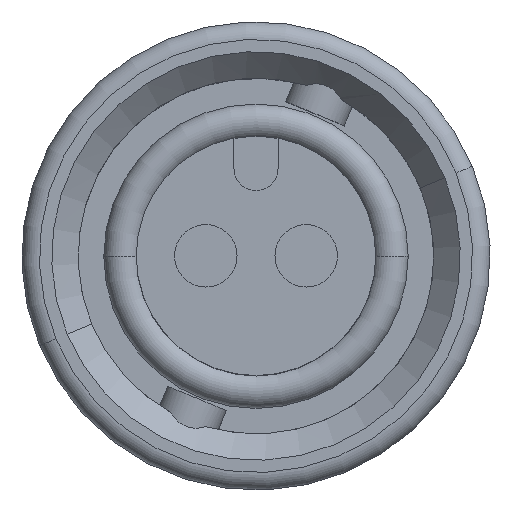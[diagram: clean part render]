
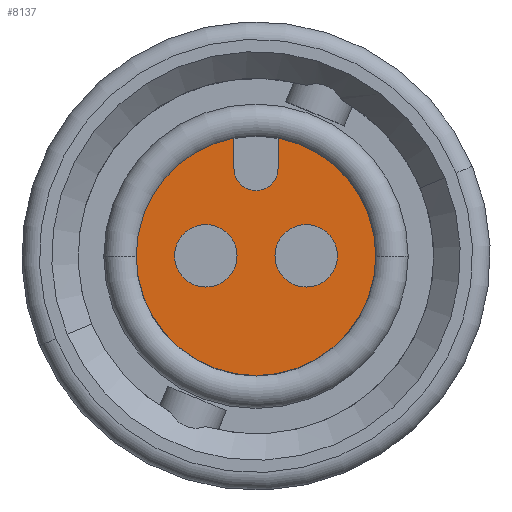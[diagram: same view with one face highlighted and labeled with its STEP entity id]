
A CAD part, top view. The second image highlights one B-rep face of the part: STEP entity #8137.
In plain terms, the highlighted planar face has unit normal (0, 0, 1).
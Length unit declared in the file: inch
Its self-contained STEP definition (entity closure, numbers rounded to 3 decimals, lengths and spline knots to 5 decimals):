
#180 = EDGE_CURVE ( 'NONE', #8491, #7390, #5790, .T. ) ;
#267 = CARTESIAN_POINT ( 'NONE',  ( 0.0215, 0., 0.9 ) ) ;
#403 = DIRECTION ( 'NONE',  ( 1., 0., 0. ) ) ;
#453 = EDGE_LOOP ( 'NONE', ( #5898, #8067 ) ) ;
#564 = CARTESIAN_POINT ( 'NONE',  ( 0.136, 0., 0.9 ) ) ;
#693 = LINE ( 'NONE', #3149, #8460 ) ;
#750 = CARTESIAN_POINT ( 'NONE',  ( -0.136, 0., 0.9 ) ) ;
#862 = AXIS2_PLACEMENT_3D ( 'NONE', #1591, #7012, #2356 ) ;
#924 = CARTESIAN_POINT ( 'NONE',  ( -0.0925, 0., 0.9 ) ) ;
#963 = CIRCLE ( 'NONE', #1350, 0.136 ) ;
#1070 = VERTEX_POINT ( 'NONE', #8774 ) ;
#1338 = AXIS2_PLACEMENT_3D ( 'NONE', #4026, #9480, #4800 ) ;
#1350 = AXIS2_PLACEMENT_3D ( 'NONE', #6446, #1813, #7242 ) ;
#1382 = VERTEX_POINT ( 'NONE', #6799 ) ;
#1501 = AXIS2_PLACEMENT_3D ( 'NONE', #1616, #7051, #2392 ) ;
#1531 = DIRECTION ( 'NONE',  ( 0., 0., 1. ) ) ;
#1591 = CARTESIAN_POINT ( 'NONE',  ( -0.057, 0., 0.9 ) ) ;
#1616 = CARTESIAN_POINT ( 'NONE',  ( 0., 0.099, 0.9 ) ) ;
#1718 = DIRECTION ( 'NONE',  ( 0., -1., 0. ) ) ;
#1813 = DIRECTION ( 'NONE',  ( 0., 0., 1. ) ) ;
#1888 = CIRCLE ( 'NONE', #862, 0.0355 ) ;
#1930 = PLANE ( 'NONE',  #5391 ) ;
#1945 = EDGE_CURVE ( 'NONE', #9324, #3009, #2747, .T. ) ;
#2168 = VERTEX_POINT ( 'NONE', #4502 ) ;
#2261 = DIRECTION ( 'NONE',  ( 0., 0., 1. ) ) ;
#2356 = DIRECTION ( 'NONE',  ( 1., 0., 0. ) ) ;
#2392 = DIRECTION ( 'NONE',  ( 1., 0., 0. ) ) ;
#2462 = CARTESIAN_POINT ( 'NONE',  ( -0.025, 0., 0.9 ) ) ;
#2530 = VERTEX_POINT ( 'NONE', #924 ) ;
#2697 = DIRECTION ( 'NONE',  ( 1., 0., 0. ) ) ;
#2747 = CIRCLE ( 'NONE', #8567, 0.136 ) ;
#2893 = EDGE_CURVE ( 'NONE', #9683, #9324, #7864, .T. ) ;
#3009 = VERTEX_POINT ( 'NONE', #6213 ) ;
#3149 = CARTESIAN_POINT ( 'NONE',  ( 0.025, 0.099, 0.9 ) ) ;
#3202 = ORIENTED_EDGE ( 'NONE', *, *, #7057, .F. ) ;
#3288 = AXIS2_PLACEMENT_3D ( 'NONE', #6182, #1531, #6959 ) ;
#3320 = CIRCLE ( 'NONE', #1501, 0.025 ) ;
#3497 = EDGE_CURVE ( 'NONE', #1070, #3009, #693, .T. ) ;
#3526 = DIRECTION ( 'NONE',  ( 0., 0., 1. ) ) ;
#3771 = CARTESIAN_POINT ( 'NONE',  ( 0.0925, 0., 0.9 ) ) ;
#3895 = DIRECTION ( 'NONE',  ( 0., 1., 0. ) ) ;
#4026 = CARTESIAN_POINT ( 'NONE',  ( 0.057, 0., 0.9 ) ) ;
#4060 = ORIENTED_EDGE ( 'NONE', *, *, #8308, .F. ) ;
#4502 = CARTESIAN_POINT ( 'NONE',  ( -0.0215, 0., 0.9 ) ) ;
#4564 = VECTOR ( 'NONE', #1718, 39.37008 ) ;
#4800 = DIRECTION ( 'NONE',  ( 1., 0., 0. ) ) ;
#5026 = DIRECTION ( 'NONE',  ( 0., 0., 1. ) ) ;
#5391 = AXIS2_PLACEMENT_3D ( 'NONE', #5778, #6531, #2697 ) ;
#5579 = EDGE_CURVE ( 'NONE', #9692, #9683, #963, .T. ) ;
#5604 = ORIENTED_EDGE ( 'NONE', *, *, #9785, .F. ) ;
#5778 = CARTESIAN_POINT ( 'NONE',  ( 0., 0., 0.9 ) ) ;
#5790 = CIRCLE ( 'NONE', #1338, 0.0355 ) ;
#5898 = ORIENTED_EDGE ( 'NONE', *, *, #8923, .F. ) ;
#6158 = CARTESIAN_POINT ( 'NONE',  ( -0.025, 0.13368, 0.9 ) ) ;
#6182 = CARTESIAN_POINT ( 'NONE',  ( 0., 0., 0.9 ) ) ;
#6213 = CARTESIAN_POINT ( 'NONE',  ( 0.025, 0.13368, 0.9 ) ) ;
#6446 = CARTESIAN_POINT ( 'NONE',  ( 0., 0., 0.9 ) ) ;
#6531 = DIRECTION ( 'NONE',  ( 0., 0., 1. ) ) ;
#6643 = CIRCLE ( 'NONE', #8059, 0.0355 ) ;
#6696 = EDGE_CURVE ( 'NONE', #2530, #2168, #7149, .T. ) ;
#6799 = CARTESIAN_POINT ( 'NONE',  ( -0.025, 0.099, 0.9 ) ) ;
#6883 = LINE ( 'NONE', #2462, #4564 ) ;
#6913 = CARTESIAN_POINT ( 'NONE',  ( 0.057, 0., 0.9 ) ) ;
#6959 = DIRECTION ( 'NONE',  ( 1., 0., 0. ) ) ;
#7012 = DIRECTION ( 'NONE',  ( 0., 0., 1. ) ) ;
#7051 = DIRECTION ( 'NONE',  ( 0., 0., 1. ) ) ;
#7057 = EDGE_CURVE ( 'NONE', #7390, #8491, #6643, .T. ) ;
#7138 = FACE_BOUND ( 'NONE', #9051, .T. ) ;
#7149 = CIRCLE ( 'NONE', #9297, 0.0355 ) ;
#7242 = DIRECTION ( 'NONE',  ( 1., 0., 0. ) ) ;
#7390 = VERTEX_POINT ( 'NONE', #3771 ) ;
#7629 = EDGE_LOOP ( 'NONE', ( #4060, #9409, #9224, #8476, #7848, #5604 ) ) ;
#7630 = FACE_BOUND ( 'NONE', #453, .T. ) ;
#7706 = DIRECTION ( 'NONE',  ( 1., 0., 0. ) ) ;
#7848 = ORIENTED_EDGE ( 'NONE', *, *, #3497, .F. ) ;
#7864 = CIRCLE ( 'NONE', #3288, 0.136 ) ;
#8059 = AXIS2_PLACEMENT_3D ( 'NONE', #6913, #2261, #7706 ) ;
#8067 = ORIENTED_EDGE ( 'NONE', *, *, #6696, .F. ) ;
#8137 = ADVANCED_FACE ( 'NONE', ( #7630, #7138, #9445 ), #1930, .T. ) ;
#8191 = CARTESIAN_POINT ( 'NONE',  ( 0., 0., 0.9 ) ) ;
#8308 = EDGE_CURVE ( 'NONE', #9692, #1382, #6883, .T. ) ;
#8460 = VECTOR ( 'NONE', #3895, 39.37008 ) ;
#8476 = ORIENTED_EDGE ( 'NONE', *, *, #1945, .T. ) ;
#8490 = ORIENTED_EDGE ( 'NONE', *, *, #180, .F. ) ;
#8491 = VERTEX_POINT ( 'NONE', #267 ) ;
#8567 = AXIS2_PLACEMENT_3D ( 'NONE', #8191, #3526, #8966 ) ;
#8774 = CARTESIAN_POINT ( 'NONE',  ( 0.025, 0.099, 0.9 ) ) ;
#8923 = EDGE_CURVE ( 'NONE', #2168, #2530, #1888, .T. ) ;
#8966 = DIRECTION ( 'NONE',  ( 1., 0., 0. ) ) ;
#9051 = EDGE_LOOP ( 'NONE', ( #3202, #8490 ) ) ;
#9224 = ORIENTED_EDGE ( 'NONE', *, *, #2893, .T. ) ;
#9297 = AXIS2_PLACEMENT_3D ( 'NONE', #9707, #5026, #403 ) ;
#9324 = VERTEX_POINT ( 'NONE', #564 ) ;
#9409 = ORIENTED_EDGE ( 'NONE', *, *, #5579, .T. ) ;
#9445 = FACE_OUTER_BOUND ( 'NONE', #7629, .T. ) ;
#9480 = DIRECTION ( 'NONE',  ( 0., 0., 1. ) ) ;
#9683 = VERTEX_POINT ( 'NONE', #750 ) ;
#9692 = VERTEX_POINT ( 'NONE', #6158 ) ;
#9707 = CARTESIAN_POINT ( 'NONE',  ( -0.057, 0., 0.9 ) ) ;
#9785 = EDGE_CURVE ( 'NONE', #1382, #1070, #3320, .T. ) ;
